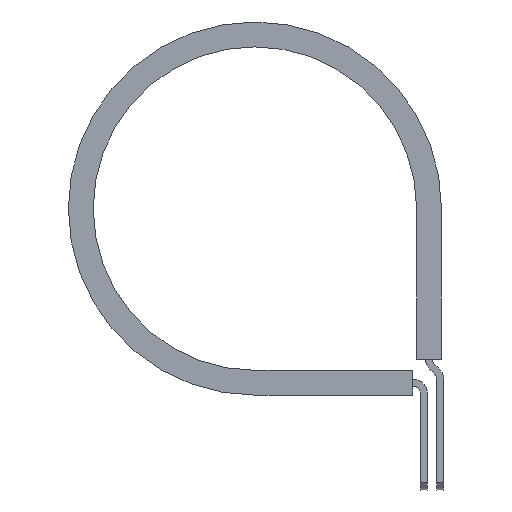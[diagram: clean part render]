
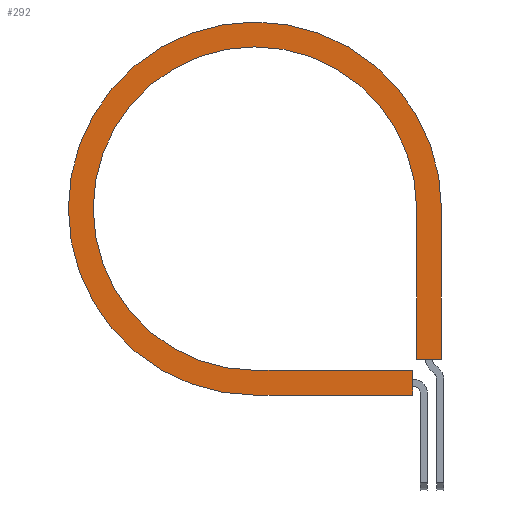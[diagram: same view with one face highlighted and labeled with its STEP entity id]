
A CAD part, front view. The second image highlights one B-rep face of the part: STEP entity #292.
In plain terms, the highlighted planar face has unit normal (0, -1, 0).
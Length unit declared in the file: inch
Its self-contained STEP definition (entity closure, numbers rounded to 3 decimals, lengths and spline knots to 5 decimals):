
#29 = DIRECTION ( 'NONE',  ( 1., 0., 0. ) ) ;
#32 = DIRECTION ( 'NONE',  ( 0., 0., -1. ) ) ;
#35 = DIRECTION ( 'NONE',  ( 0., -1., 0. ) ) ;
#41 = CARTESIAN_POINT ( 'NONE',  ( 1.0935, -0.31, 0. ) ) ;
#45 = DIRECTION ( 'NONE',  ( 0., -1., 0. ) ) ;
#72 = CARTESIAN_POINT ( 'NONE',  ( 0., -0.31, 0. ) ) ;
#83 = CARTESIAN_POINT ( 'NONE',  ( 0., -0.31, -1.2615 ) ) ;
#104 = VERTEX_POINT ( 'NONE', #83 ) ;
#105 = CARTESIAN_POINT ( 'NONE',  ( 1.2615, -0.31, 0. ) ) ;
#115 = CARTESIAN_POINT ( 'NONE',  ( 1.2615, -0.31, -1.01915 ) ) ;
#123 = VERTEX_POINT ( 'NONE', #115 ) ;
#177 = PLANE ( 'NONE',  #794 ) ;
#226 = VERTEX_POINT ( 'NONE', #701 ) ;
#267 = VECTOR ( 'NONE', #654, 39.37008 ) ;
#291 = LINE ( 'NONE', #474, #1665 ) ;
#292 = ADVANCED_FACE ( 'NONE', ( #1273 ), #177, .T. ) ;
#312 = VERTEX_POINT ( 'NONE', #105 ) ;
#335 = CARTESIAN_POINT ( 'NONE',  ( 1.0935, -0.31, -1.01915 ) ) ;
#401 = ORIENTED_EDGE ( 'NONE', *, *, #1066, .T. ) ;
#412 = EDGE_CURVE ( 'NONE', #1676, #471, #606, .T. ) ;
#419 = CIRCLE ( 'NONE', #1190, 1.0935 ) ;
#440 = DIRECTION ( 'NONE',  ( 0., 0., -1. ) ) ;
#471 = VERTEX_POINT ( 'NONE', #1583 ) ;
#474 = CARTESIAN_POINT ( 'NONE',  ( 1.0935, -0.31, 0. ) ) ;
#587 = ORIENTED_EDGE ( 'NONE', *, *, #626, .F. ) ;
#606 = LINE ( 'NONE', #975, #1651 ) ;
#621 = CIRCLE ( 'NONE', #1672, 1.2615 ) ;
#623 = VECTOR ( 'NONE', #916, 39.37008 ) ;
#626 = EDGE_CURVE ( 'NONE', #1733, #1676, #419, .T. ) ;
#639 = LINE ( 'NONE', #795, #267 ) ;
#654 = DIRECTION ( 'NONE',  ( 1., 0., 0. ) ) ;
#701 = CARTESIAN_POINT ( 'NONE',  ( 1.0682, -0.31, -1.2615 ) ) ;
#723 = VERTEX_POINT ( 'NONE', #335 ) ;
#761 = DIRECTION ( 'NONE',  ( 1., 0., 0. ) ) ;
#765 = ORIENTED_EDGE ( 'NONE', *, *, #1103, .F. ) ;
#794 = AXIS2_PLACEMENT_3D ( 'NONE', #41, #35, #29 ) ;
#795 = CARTESIAN_POINT ( 'NONE',  ( 0., -0.31, -1.2615 ) ) ;
#916 = DIRECTION ( 'NONE',  ( 0., 0., -1. ) ) ;
#921 = DIRECTION ( 'NONE',  ( 0., 0., -1. ) ) ;
#958 = DIRECTION ( 'NONE',  ( 0., 0., 1. ) ) ;
#974 = ORIENTED_EDGE ( 'NONE', *, *, #412, .F. ) ;
#975 = CARTESIAN_POINT ( 'NONE',  ( 0., -0.31, -1.0935 ) ) ;
#984 = LINE ( 'NONE', #1042, #623 ) ;
#1000 = CARTESIAN_POINT ( 'NONE',  ( 0., -0.31, -1.0935 ) ) ;
#1017 = EDGE_CURVE ( 'NONE', #1733, #723, #291, .T. ) ;
#1042 = CARTESIAN_POINT ( 'NONE',  ( 1.2615, -0.31, 0. ) ) ;
#1051 = VECTOR ( 'NONE', #958, 39.37008 ) ;
#1066 = EDGE_CURVE ( 'NONE', #312, #104, #621, .T. ) ;
#1103 = EDGE_CURVE ( 'NONE', #123, #723, #1747, .T. ) ;
#1186 = EDGE_CURVE ( 'NONE', #312, #123, #984, .T. ) ;
#1190 = AXIS2_PLACEMENT_3D ( 'NONE', #1313, #1329, #921 ) ;
#1205 = EDGE_LOOP ( 'NONE', ( #765, #1575, #401, #1732, #1738, #974, #587, #1350 ) ) ;
#1273 = FACE_OUTER_BOUND ( 'NONE', #1205, .T. ) ;
#1313 = CARTESIAN_POINT ( 'NONE',  ( 0., -0.31, 0. ) ) ;
#1319 = EDGE_CURVE ( 'NONE', #104, #226, #639, .T. ) ;
#1329 = DIRECTION ( 'NONE',  ( 0., -1., 0. ) ) ;
#1350 = ORIENTED_EDGE ( 'NONE', *, *, #1017, .T. ) ;
#1396 = VECTOR ( 'NONE', #1515, 39.37008 ) ;
#1437 = EDGE_CURVE ( 'NONE', #226, #471, #1701, .T. ) ;
#1476 = CARTESIAN_POINT ( 'NONE',  ( 1.0935, -0.31, -1.01915 ) ) ;
#1515 = DIRECTION ( 'NONE',  ( -1., 0., 0. ) ) ;
#1575 = ORIENTED_EDGE ( 'NONE', *, *, #1186, .F. ) ;
#1583 = CARTESIAN_POINT ( 'NONE',  ( 1.0682, -0.31, -1.0935 ) ) ;
#1599 = CARTESIAN_POINT ( 'NONE',  ( 1.0682, -0.31, -1.0935 ) ) ;
#1651 = VECTOR ( 'NONE', #761, 39.37008 ) ;
#1661 = CARTESIAN_POINT ( 'NONE',  ( 1.0935, -0.31, 0. ) ) ;
#1665 = VECTOR ( 'NONE', #440, 39.37008 ) ;
#1672 = AXIS2_PLACEMENT_3D ( 'NONE', #72, #45, #32 ) ;
#1676 = VERTEX_POINT ( 'NONE', #1000 ) ;
#1701 = LINE ( 'NONE', #1599, #1051 ) ;
#1732 = ORIENTED_EDGE ( 'NONE', *, *, #1319, .T. ) ;
#1733 = VERTEX_POINT ( 'NONE', #1661 ) ;
#1738 = ORIENTED_EDGE ( 'NONE', *, *, #1437, .T. ) ;
#1747 = LINE ( 'NONE', #1476, #1396 ) ;
